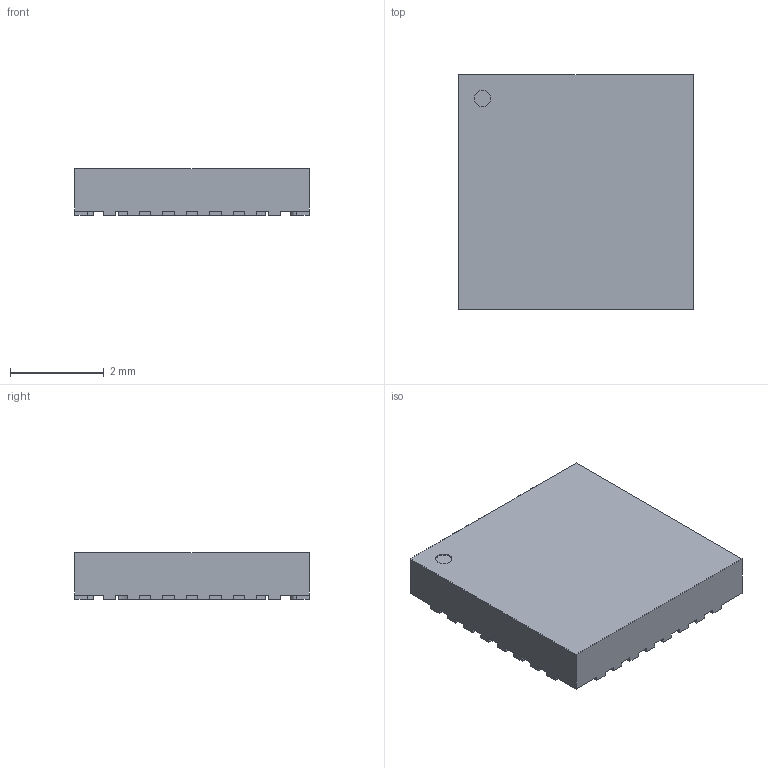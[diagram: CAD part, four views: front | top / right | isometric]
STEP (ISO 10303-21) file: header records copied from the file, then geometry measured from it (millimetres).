
FILE_DESCRIPTION (( 'STEP AP214' ), '1' );
FILE_NAME ('QFN32.STEP', '2015-11-17T00:18:14', ( '' ), ( '' ), 'SwSTEP 2.0', 'SolidWorks 2014', '' );
FILE_SCHEMA (( 'AUTOMOTIVE_DESIGN' ));
Length unit declared in the file: millimetre
Products named in the file (1): QFN32
Bounding box: 5 x 5 x 0.99 mm (x, y, z)
Volume: 23.6 mm3; surface area: 74.1 mm2
Topology: 9 solids, 9 shells, 159 faces, 417 edges, 278 vertices
Faces by surface type: plane 124, cylinder 35
Entity records: 6716 total; most frequent: CARTESIAN_POINT 855, ORIENTED_EDGE 834, DIRECTION 807, EDGE_CURVE 417, VECTOR 347, LINE 347, VERTEX_POINT 278, AXIS2_PLACEMENT_3D 230
